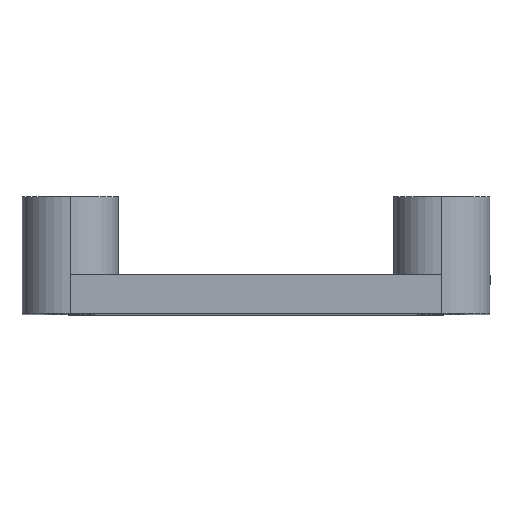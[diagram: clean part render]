
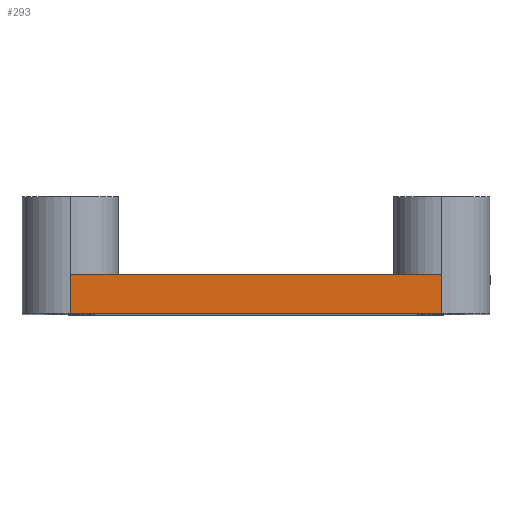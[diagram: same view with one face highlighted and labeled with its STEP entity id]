
A CAD part, top view. The second image highlights one B-rep face of the part: STEP entity #293.
In plain terms, the highlighted planar face has unit normal (0, 0, 1).
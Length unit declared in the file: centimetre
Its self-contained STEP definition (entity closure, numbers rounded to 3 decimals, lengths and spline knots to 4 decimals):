
#57 = LINE ( 'NONE', #791, #489 ) ;
#70 = ORIENTED_EDGE ( 'NONE', *, *, #917, .F. ) ;
#94 = CARTESIAN_POINT ( 'NONE',  ( 0.3175, -0.75, 0.3088 ) ) ;
#124 = CARTESIAN_POINT ( 'NONE',  ( 0.3175, -0.5, 0.3087 ) ) ;
#249 = DIRECTION ( 'NONE',  ( 0., 1., 0. ) ) ;
#254 = EDGE_CURVE ( 'NONE', #769, #529, #57, .T. ) ;
#293 = ADVANCED_FACE ( 'NONE', ( #916 ), #544, .F. ) ;
#309 = LINE ( 'NONE', #499, #952 ) ;
#407 = VERTEX_POINT ( 'NONE', #433 ) ;
#433 = CARTESIAN_POINT ( 'NONE',  ( 0.3175, -0.75, 0.3088 ) ) ;
#489 = VECTOR ( 'NONE', #249, 100. ) ;
#499 = CARTESIAN_POINT ( 'NONE',  ( 0.3175, -0.5, 0.3088 ) ) ;
#529 = VERTEX_POINT ( 'NONE', #626 ) ;
#544 = PLANE ( 'NONE',  #642 ) ;
#563 = ORIENTED_EDGE ( 'NONE', *, *, #757, .T. ) ;
#619 = DIRECTION ( 'NONE',  ( 0., 0., -1. ) ) ;
#626 = CARTESIAN_POINT ( 'NONE',  ( 2.6987, -0.5, 0.3087 ) ) ;
#634 = ORIENTED_EDGE ( 'NONE', *, *, #254, .T. ) ;
#642 = AXIS2_PLACEMENT_3D ( 'NONE', #94, #619, #901 ) ;
#653 = EDGE_CURVE ( 'NONE', #769, #407, #1118, .T. ) ;
#661 = CARTESIAN_POINT ( 'NONE',  ( 2.6987, -0.75, 0.3087 ) ) ;
#757 = EDGE_CURVE ( 'NONE', #529, #872, #309, .T. ) ;
#769 = VERTEX_POINT ( 'NONE', #661 ) ;
#791 = CARTESIAN_POINT ( 'NONE',  ( 2.6987, -0.75, 0.3087 ) ) ;
#797 = VECTOR ( 'NONE', #1042, 100. ) ;
#819 = EDGE_LOOP ( 'NONE', ( #563, #70, #875, #634 ) ) ;
#849 = CARTESIAN_POINT ( 'NONE',  ( 0.3175, -0.75, 0.3088 ) ) ;
#872 = VERTEX_POINT ( 'NONE', #124 ) ;
#875 = ORIENTED_EDGE ( 'NONE', *, *, #653, .F. ) ;
#896 = VECTOR ( 'NONE', #937, 100. ) ;
#901 = DIRECTION ( 'NONE',  ( -1., 0., 0. ) ) ;
#916 = FACE_OUTER_BOUND ( 'NONE', #819, .T. ) ;
#917 = EDGE_CURVE ( 'NONE', #407, #872, #1035, .T. ) ;
#937 = DIRECTION ( 'NONE',  ( 0., 1., 0. ) ) ;
#952 = VECTOR ( 'NONE', #1112, 100. ) ;
#1035 = LINE ( 'NONE', #1045, #896 ) ;
#1042 = DIRECTION ( 'NONE',  ( -1., 0., 0. ) ) ;
#1045 = CARTESIAN_POINT ( 'NONE',  ( 0.3175, -0.75, 0.3088 ) ) ;
#1112 = DIRECTION ( 'NONE',  ( -1., 0., 0. ) ) ;
#1118 = LINE ( 'NONE', #849, #797 ) ;
